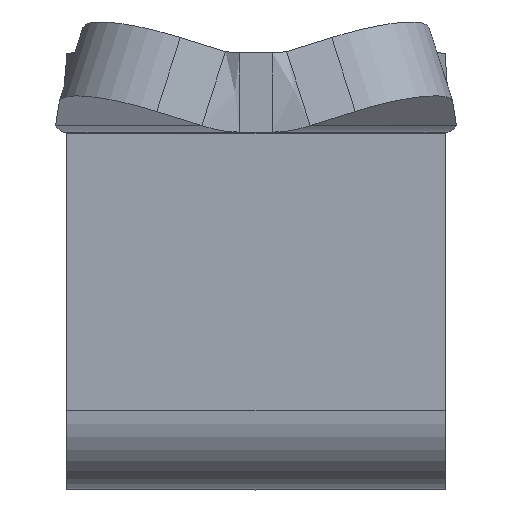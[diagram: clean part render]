
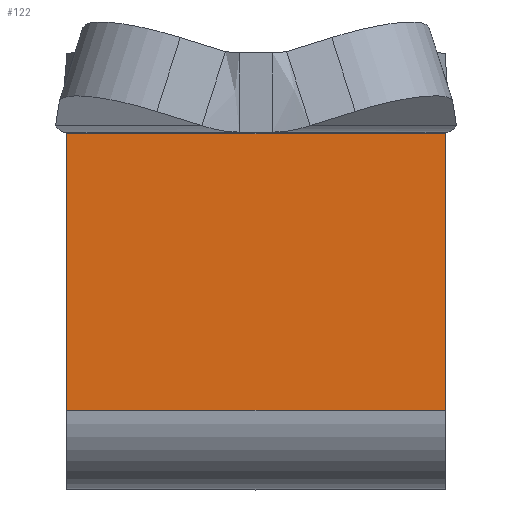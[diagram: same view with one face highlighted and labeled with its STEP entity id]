
A CAD part, top view. The second image highlights one B-rep face of the part: STEP entity #122.
In plain terms, the highlighted planar face has unit normal (0, -0.018, 1).
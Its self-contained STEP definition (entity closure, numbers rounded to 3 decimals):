
#11 = CARTESIAN_POINT ( 'NONE',  ( 9.55, -0.021, 16.549 ) ) ;
#33 = DIRECTION ( 'NONE',  ( 0., 1., 0.017 ) ) ;
#66 = VERTEX_POINT ( 'NONE', #1150 ) ;
#122 = ADVANCED_FACE ( 'NONE', ( #888 ), #1381, .F. ) ;
#128 = CARTESIAN_POINT ( 'NONE',  ( -4.55, -0.021, 16.549 ) ) ;
#238 = LINE ( 'NONE', #260, #507 ) ;
#241 = VERTEX_POINT ( 'NONE', #11 ) ;
#259 = EDGE_LOOP ( 'NONE', ( #1269, #1505, #1137, #769 ) ) ;
#260 = CARTESIAN_POINT ( 'NONE',  ( -9.55, 15.293, 16.817 ) ) ;
#326 = DIRECTION ( 'NONE',  ( 0., 0.017, -1. ) ) ;
#383 = LINE ( 'NONE', #516, #666 ) ;
#440 = CARTESIAN_POINT ( 'NONE',  ( 9.55, 13.951, 16.793 ) ) ;
#469 = EDGE_CURVE ( 'NONE', #241, #842, #1445, .T. ) ;
#507 = VECTOR ( 'NONE', #33, 1000. ) ;
#516 = CARTESIAN_POINT ( 'NONE',  ( -4.55, 13.951, 16.793 ) ) ;
#538 = CARTESIAN_POINT ( 'NONE',  ( 9.55, 15.293, 16.817 ) ) ;
#553 = LINE ( 'NONE', #538, #1028 ) ;
#666 = VECTOR ( 'NONE', #1342, 1000. ) ;
#732 = VERTEX_POINT ( 'NONE', #440 ) ;
#769 = ORIENTED_EDGE ( 'NONE', *, *, #1116, .F. ) ;
#807 = CARTESIAN_POINT ( 'NONE',  ( -9.55, -0.021, 16.549 ) ) ;
#842 = VERTEX_POINT ( 'NONE', #807 ) ;
#888 = FACE_OUTER_BOUND ( 'NONE', #259, .T. ) ;
#906 = EDGE_CURVE ( 'NONE', #66, #732, #383, .T. ) ;
#912 = DIRECTION ( 'NONE',  ( 0., -1., -0.017 ) ) ;
#952 = DIRECTION ( 'NONE',  ( -1., 0., 0. ) ) ;
#998 = DIRECTION ( 'NONE',  ( 0., 1., 0.017 ) ) ;
#1028 = VECTOR ( 'NONE', #912, 1000. ) ;
#1116 = EDGE_CURVE ( 'NONE', #732, #241, #553, .T. ) ;
#1137 = ORIENTED_EDGE ( 'NONE', *, *, #469, .F. ) ;
#1150 = CARTESIAN_POINT ( 'NONE',  ( -9.55, 13.951, 16.793 ) ) ;
#1194 = EDGE_CURVE ( 'NONE', #842, #66, #238, .T. ) ;
#1205 = AXIS2_PLACEMENT_3D ( 'NONE', #1345, #326, #998 ) ;
#1269 = ORIENTED_EDGE ( 'NONE', *, *, #906, .F. ) ;
#1342 = DIRECTION ( 'NONE',  ( 1., 0., 0. ) ) ;
#1345 = CARTESIAN_POINT ( 'NONE',  ( -4.55, 15.293, 16.817 ) ) ;
#1381 = PLANE ( 'NONE',  #1205 ) ;
#1445 = LINE ( 'NONE', #128, #1480 ) ;
#1480 = VECTOR ( 'NONE', #952, 1000. ) ;
#1505 = ORIENTED_EDGE ( 'NONE', *, *, #1194, .F. ) ;
